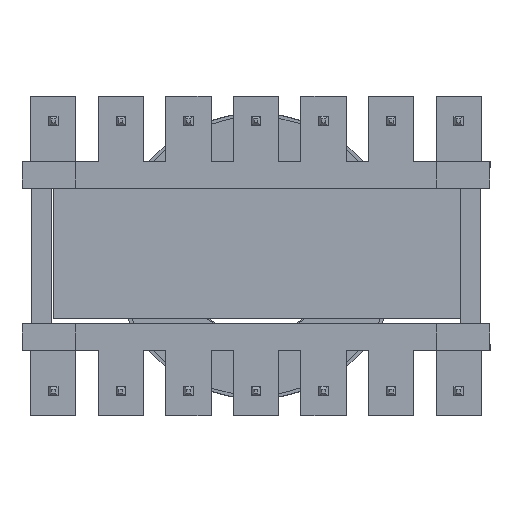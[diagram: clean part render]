
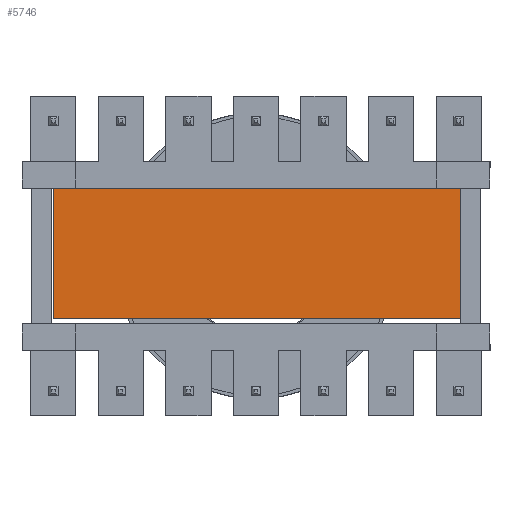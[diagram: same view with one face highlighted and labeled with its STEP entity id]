
A CAD part, front view. The second image highlights one B-rep face of the part: STEP entity #5746.
In plain terms, the highlighted planar face has unit normal (0, -1, 0).
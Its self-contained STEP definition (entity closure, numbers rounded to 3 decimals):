
#64 = DIRECTION ( 'NONE',  ( 0., 0., 1. ) ) ;
#368 = VECTOR ( 'NONE', #8133, 1000. ) ;
#688 = CARTESIAN_POINT ( 'NONE',  ( -9.666, 0.872, 11.128 ) ) ;
#1102 = LINE ( 'NONE', #7504, #12075 ) ;
#1791 = EDGE_CURVE ( 'NONE', #11146, #2278, #1102, .T. ) ;
#2278 = VERTEX_POINT ( 'NONE', #7665 ) ;
#2744 = EDGE_LOOP ( 'NONE', ( #11880, #7271, #13630, #6091 ) ) ;
#3818 = VERTEX_POINT ( 'NONE', #4167 ) ;
#4163 = VECTOR ( 'NONE', #13373, 1000. ) ;
#4167 = CARTESIAN_POINT ( 'NONE',  ( -9.666, 0.872, 11.128 ) ) ;
#4345 = CARTESIAN_POINT ( 'NONE',  ( -9.666, 0.872, 1.328 ) ) ;
#5327 = CARTESIAN_POINT ( 'NONE',  ( -9.666, 0.872, 11.128 ) ) ;
#5746 = ADVANCED_FACE ( 'NONE', ( #10658 ), #7410, .T. ) ;
#6091 = ORIENTED_EDGE ( 'NONE', *, *, #8778, .F. ) ;
#6399 = DIRECTION ( 'NONE',  ( 0., 0., -1. ) ) ;
#6570 = CARTESIAN_POINT ( 'NONE',  ( -9.666, 0.872, 1.328 ) ) ;
#6645 = CARTESIAN_POINT ( 'NONE',  ( -40.266, 0.872, 1.328 ) ) ;
#7271 = ORIENTED_EDGE ( 'NONE', *, *, #7893, .F. ) ;
#7410 = PLANE ( 'NONE',  #12970 ) ;
#7504 = CARTESIAN_POINT ( 'NONE',  ( -40.266, 0.872, 1.328 ) ) ;
#7665 = CARTESIAN_POINT ( 'NONE',  ( -40.266, 0.872, 11.128 ) ) ;
#7893 = EDGE_CURVE ( 'NONE', #2278, #3818, #8557, .T. ) ;
#8133 = DIRECTION ( 'NONE',  ( 1., 0., 0. ) ) ;
#8520 = LINE ( 'NONE', #6570, #11002 ) ;
#8557 = LINE ( 'NONE', #688, #368 ) ;
#8778 = EDGE_CURVE ( 'NONE', #10599, #11146, #12635, .T. ) ;
#9783 = DIRECTION ( 'NONE',  ( 0., 0., -1. ) ) ;
#10599 = VERTEX_POINT ( 'NONE', #4345 ) ;
#10658 = FACE_OUTER_BOUND ( 'NONE', #2744, .T. ) ;
#11002 = VECTOR ( 'NONE', #9783, 1000. ) ;
#11146 = VERTEX_POINT ( 'NONE', #6645 ) ;
#11181 = CARTESIAN_POINT ( 'NONE',  ( -9.666, 0.872, 1.328 ) ) ;
#11880 = ORIENTED_EDGE ( 'NONE', *, *, #11892, .F. ) ;
#11892 = EDGE_CURVE ( 'NONE', #3818, #10599, #8520, .T. ) ;
#12075 = VECTOR ( 'NONE', #64, 1000. ) ;
#12635 = LINE ( 'NONE', #11181, #4163 ) ;
#12740 = DIRECTION ( 'NONE',  ( 0., -1., 0. ) ) ;
#12970 = AXIS2_PLACEMENT_3D ( 'NONE', #5327, #12740, #6399 ) ;
#13373 = DIRECTION ( 'NONE',  ( -1., 0., 0. ) ) ;
#13630 = ORIENTED_EDGE ( 'NONE', *, *, #1791, .F. ) ;
